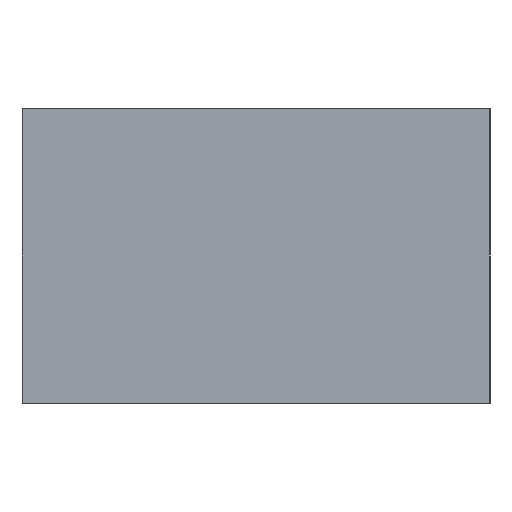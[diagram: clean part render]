
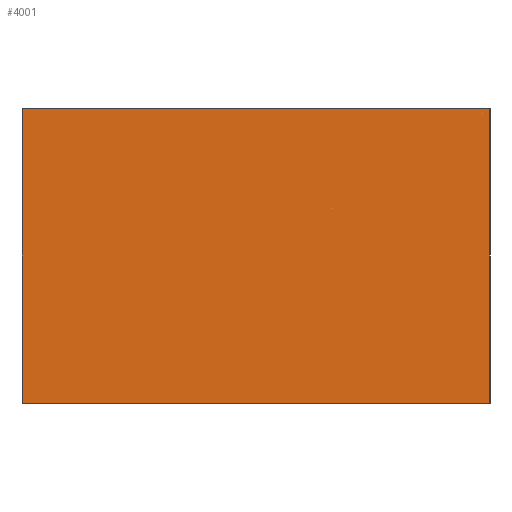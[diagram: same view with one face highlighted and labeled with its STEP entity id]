
A CAD part, left-side view. The second image highlights one B-rep face of the part: STEP entity #4001.
In plain terms, the highlighted planar face has unit normal (-1, 0, 0).
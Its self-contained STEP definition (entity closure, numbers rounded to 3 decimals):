
#186=PLANE('',#4331);
#348=FACE_OUTER_BOUND('',#587,.T.);
#587=EDGE_LOOP('',(#2854,#2855,#2856,#2857));
#911=LINE('',#5959,#1326);
#919=LINE('',#5974,#1334);
#920=LINE('',#5976,#1335);
#921=LINE('',#5977,#1336);
#1326=VECTOR('',#4763,10.);
#1334=VECTOR('',#4775,10.);
#1335=VECTOR('',#4778,10.);
#1336=VECTOR('',#4779,10.);
#1884=VERTEX_POINT('',#5956);
#1885=VERTEX_POINT('',#5958);
#1889=VERTEX_POINT('',#5970);
#1890=VERTEX_POINT('',#5972);
#2262=EDGE_CURVE('',#1884,#1885,#911,.T.);
#2270=EDGE_CURVE('',#1889,#1890,#919,.T.);
#2271=EDGE_CURVE('',#1884,#1889,#920,.T.);
#2272=EDGE_CURVE('',#1885,#1890,#921,.T.);
#2854=ORIENTED_EDGE('',*,*,#2271,.T.);
#2855=ORIENTED_EDGE('',*,*,#2270,.T.);
#2856=ORIENTED_EDGE('',*,*,#2272,.F.);
#2857=ORIENTED_EDGE('',*,*,#2262,.F.);
#4001=ADVANCED_FACE('',(#348),#186,.T.);
#4331=AXIS2_PLACEMENT_3D('',#5975,#4776,#4777);
#4763=DIRECTION('',(0.,0.,1.));
#4775=DIRECTION('',(0.,0.,1.));
#4776=DIRECTION('center_axis',(-1.,0.,0.));
#4777=DIRECTION('ref_axis',(0.,-1.,0.));
#4778=DIRECTION('',(0.,-1.,0.));
#4779=DIRECTION('',(0.,-1.,0.));
#5956=CARTESIAN_POINT('',(0.,151.,0.));
#5958=CARTESIAN_POINT('',(0.,151.,95.));
#5959=CARTESIAN_POINT('',(0.,151.,0.));
#5970=CARTESIAN_POINT('',(0.,0.,0.));
#5972=CARTESIAN_POINT('',(0.,0.,95.));
#5974=CARTESIAN_POINT('',(0.,0.,0.));
#5975=CARTESIAN_POINT('Origin',(0.,151.,0.));
#5976=CARTESIAN_POINT('',(0.,151.,0.));
#5977=CARTESIAN_POINT('',(0.,151.,95.));
